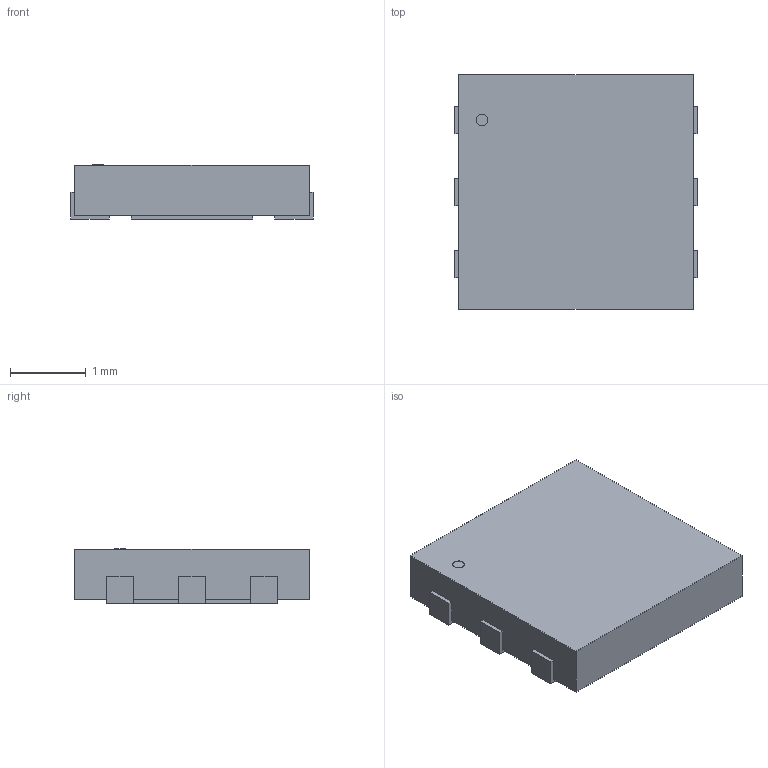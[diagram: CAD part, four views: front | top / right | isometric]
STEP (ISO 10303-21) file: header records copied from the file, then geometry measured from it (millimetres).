
FILE_DESCRIPTION(('STEP AP214'),'1');
FILE_NAME('SDE06A','2021-12-08T12:53:52',(''),(''),'','','');
FILE_SCHEMA(('AUTOMOTIVE_DESIGN'));
Length unit declared in the file: millimetre
Products named in the file (1): product
Bounding box: 3.2 x 3.1 x 0.71 mm (x, y, z)
Volume: 6.6 mm3; surface area: 38.7 mm2
Topology: 9 solids, 9 shells, 63 faces, 135 edges, 90 vertices
Faces by surface type: plane 62, cylinder 1
Full cylindrical faces by diameter (mm): 0.155 x1
Entity records: 1636 total; most frequent: ORIENTED_EDGE 268, DIRECTION 266, CARTESIAN_POINT 157, EDGE_CURVE 134, LINE 132, VECTOR 132, VERTEX_POINT 90, AXIS2_PLACEMENT_3D 67
